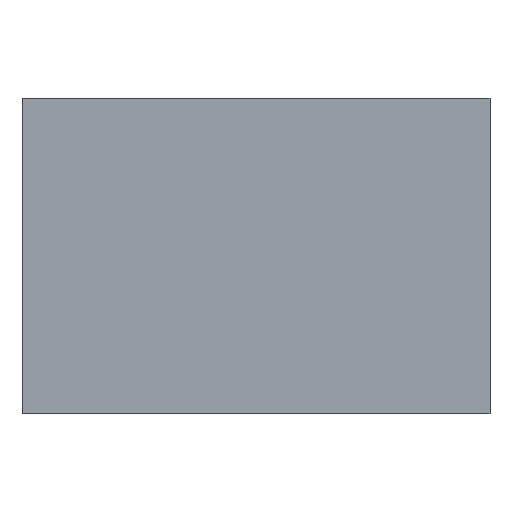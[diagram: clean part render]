
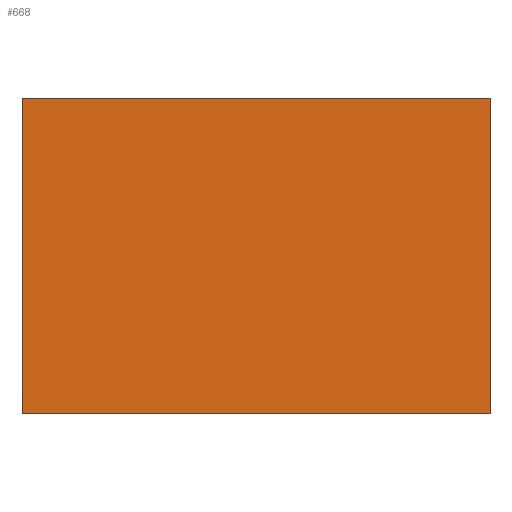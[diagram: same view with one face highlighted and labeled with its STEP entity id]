
A CAD part, front view. The second image highlights one B-rep face of the part: STEP entity #668.
In plain terms, the highlighted planar face has unit normal (0, -1, 0).
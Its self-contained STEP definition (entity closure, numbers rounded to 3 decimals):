
#22=FACE_OUTER_BOUND('',#56,.T.);
#56=EDGE_LOOP('',(#483,#484,#485,#486));
#107=LINE('',#965,#203);
#114=LINE('',#978,#210);
#126=LINE('',#998,#222);
#127=LINE('',#999,#223);
#203=VECTOR('',#777,10.);
#210=VECTOR('',#786,10.);
#222=VECTOR('',#800,10.);
#223=VECTOR('',#801,10.);
#299=VERTEX_POINT('',#963);
#300=VERTEX_POINT('',#964);
#304=VERTEX_POINT('',#975);
#305=VERTEX_POINT('',#977);
#363=EDGE_CURVE('',#299,#300,#107,.T.);
#370=EDGE_CURVE('',#305,#304,#114,.T.);
#382=EDGE_CURVE('',#304,#299,#126,.T.);
#383=EDGE_CURVE('',#300,#305,#127,.T.);
#483=ORIENTED_EDGE('',*,*,#382,.T.);
#484=ORIENTED_EDGE('',*,*,#363,.T.);
#485=ORIENTED_EDGE('',*,*,#383,.T.);
#486=ORIENTED_EDGE('',*,*,#370,.T.);
#634=PLANE('',#717);
#668=ADVANCED_FACE('',(#22),#634,.F.);
#717=AXIS2_PLACEMENT_3D('',#997,#798,#799);
#777=DIRECTION('',(0.,0.,1.));
#786=DIRECTION('',(0.,0.,-1.));
#798=DIRECTION('center_axis',(0.,1.,0.));
#799=DIRECTION('ref_axis',(1.,0.,0.));
#800=DIRECTION('',(1.,0.,0.));
#801=DIRECTION('',(-1.,0.,0.));
#963=CARTESIAN_POINT('',(4.675,0.,-3.151));
#964=CARTESIAN_POINT('',(4.675,0.,3.151));
#965=CARTESIAN_POINT('',(4.675,0.,-3.151));
#975=CARTESIAN_POINT('',(-4.675,0.,-3.151));
#977=CARTESIAN_POINT('',(-4.675,0.,3.151));
#978=CARTESIAN_POINT('',(-4.675,0.,3.151));
#997=CARTESIAN_POINT('Origin',(0.,0.,0.));
#998=CARTESIAN_POINT('',(-4.675,0.,-3.151));
#999=CARTESIAN_POINT('',(4.675,0.,3.151));
